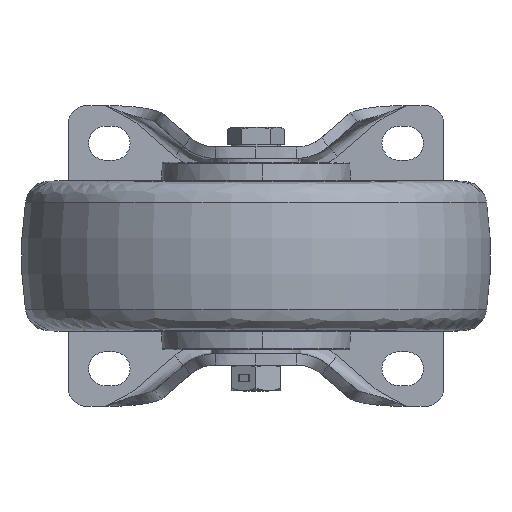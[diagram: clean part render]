
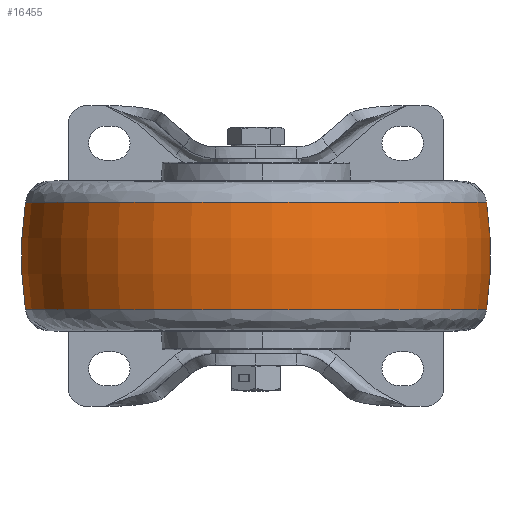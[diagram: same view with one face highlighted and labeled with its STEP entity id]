
A CAD part, front view. The second image highlights one B-rep face of the part: STEP entity #16455.
In plain terms, the highlighted toroidal (fillet/blend) face has major radius 37.5 mm and minor radius 100 mm.
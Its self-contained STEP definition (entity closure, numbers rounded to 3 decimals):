
#1295 = ORIENTED_EDGE ( 'NONE', *, *, #44280, .T. ) ;
#1343 = FACE_OUTER_BOUND ( 'NONE', #43584, .T. ) ;
#2086 = CARTESIAN_POINT ( 'NONE',  ( 164.73, -88.335, 193.868 ) ) ;
#3665 = VERTEX_POINT ( 'NONE', #25874 ) ;
#5520 = DIRECTION ( 'NONE',  ( 0., 0., -1. ) ) ;
#6273 = AXIS2_PLACEMENT_3D ( 'NONE', #7342, #11665, #20124 ) ;
#7342 = CARTESIAN_POINT ( 'NONE',  ( 103.404, -92.5, 193.868 ) ) ;
#9431 = VERTEX_POINT ( 'NONE', #20485 ) ;
#11665 = DIRECTION ( 'NONE',  ( 0., 0., 1. ) ) ;
#13720 = CARTESIAN_POINT ( 'NONE',  ( 103.404, -92.5, 222.542 ) ) ;
#15912 = AXIS2_PLACEMENT_3D ( 'NONE', #13720, #5520, #48874 ) ;
#16394 = DIRECTION ( 'NONE',  ( -0.068, 0.998, 0. ) ) ;
#16455 = ADVANCED_FACE ( 'NONE', ( #1343 ), #20442, .T. ) ;
#17639 = AXIS2_PLACEMENT_3D ( 'NONE', #25448, #20002, #28476 ) ;
#20002 = DIRECTION ( 'NONE',  ( 0.068, -0.998, 0. ) ) ;
#20124 = DIRECTION ( 'NONE',  ( -0.998, -0.068, 0. ) ) ;
#20442 = TOROIDAL_SURFACE ( 'NONE', #23082, -37.5, 100. ) ;
#20485 = CARTESIAN_POINT ( 'NONE',  ( 42.079, -96.665, 193.868 ) ) ;
#21478 = DIRECTION ( 'NONE',  ( 0., 0., 1. ) ) ;
#22430 = EDGE_CURVE ( 'NONE', #9431, #3665, #32266, .T. ) ;
#23082 = AXIS2_PLACEMENT_3D ( 'NONE', #50972, #21478, #41928 ) ;
#23202 = ORIENTED_EDGE ( 'NONE', *, *, #24076, .T. ) ;
#24076 = EDGE_CURVE ( 'NONE', #45262, #42800, #50746, .T. ) ;
#25448 = CARTESIAN_POINT ( 'NONE',  ( 65.991, -95.041, 208.205 ) ) ;
#25874 = CARTESIAN_POINT ( 'NONE',  ( 42.079, -96.665, 222.542 ) ) ;
#28476 = DIRECTION ( 'NONE',  ( 0.998, 0.068, 0. ) ) ;
#31576 = CIRCLE ( 'NONE', #15912, 61.467 ) ;
#31745 = CARTESIAN_POINT ( 'NONE',  ( 164.73, -88.335, 222.542 ) ) ;
#32266 = CIRCLE ( 'NONE', #45331, 100. ) ;
#32357 = EDGE_CURVE ( 'NONE', #42800, #3665, #31576, .T. ) ;
#38220 = ORIENTED_EDGE ( 'NONE', *, *, #22430, .F. ) ;
#39390 = CIRCLE ( 'NONE', #6273, 61.467 ) ;
#41928 = DIRECTION ( 'NONE',  ( -0.998, -0.068, 0. ) ) ;
#42800 = VERTEX_POINT ( 'NONE', #31745 ) ;
#43514 = ORIENTED_EDGE ( 'NONE', *, *, #32357, .T. ) ;
#43584 = EDGE_LOOP ( 'NONE', ( #1295, #23202, #43514, #38220 ) ) ;
#44280 = EDGE_CURVE ( 'NONE', #9431, #45262, #39390, .T. ) ;
#44506 = DIRECTION ( 'NONE',  ( -0.998, -0.068, 0. ) ) ;
#45262 = VERTEX_POINT ( 'NONE', #2086 ) ;
#45331 = AXIS2_PLACEMENT_3D ( 'NONE', #49677, #16394, #44506 ) ;
#48874 = DIRECTION ( 'NONE',  ( 0.998, 0.068, 0. ) ) ;
#49677 = CARTESIAN_POINT ( 'NONE',  ( 140.818, -89.959, 208.205 ) ) ;
#50746 = CIRCLE ( 'NONE', #17639, 100. ) ;
#50972 = CARTESIAN_POINT ( 'NONE',  ( 103.404, -92.5, 208.205 ) ) ;
